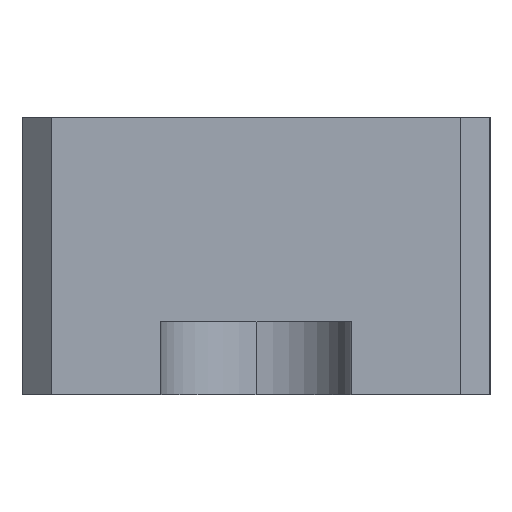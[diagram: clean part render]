
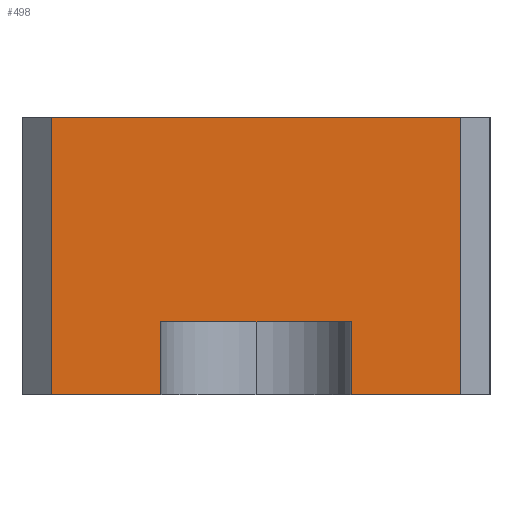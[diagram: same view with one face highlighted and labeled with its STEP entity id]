
A CAD part, left-side view. The second image highlights one B-rep face of the part: STEP entity #498.
In plain terms, the highlighted planar face has unit normal (-1, 0, 0).
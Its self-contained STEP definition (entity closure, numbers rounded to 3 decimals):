
#28 = VERTEX_POINT ( 'NONE', #441 ) ;
#35 = CARTESIAN_POINT ( 'NONE',  ( -80., -14., 0. ) ) ;
#51 = CARTESIAN_POINT ( 'NONE',  ( -80., -14., 19. ) ) ;
#52 = VERTEX_POINT ( 'NONE', #335 ) ;
#55 = CARTESIAN_POINT ( 'NONE',  ( -80., -14., 0. ) ) ;
#79 = DIRECTION ( 'NONE',  ( 0., -1., 0. ) ) ;
#112 = CARTESIAN_POINT ( 'NONE',  ( -80., 14., 19. ) ) ;
#114 = EDGE_LOOP ( 'NONE', ( #538, #243, #488, #463, #434, #125, #592, #437 ) ) ;
#117 = EDGE_CURVE ( 'NONE', #149, #399, #606, .T. ) ;
#118 = VECTOR ( 'NONE', #628, 1000. ) ;
#125 = ORIENTED_EDGE ( 'NONE', *, *, #639, .T. ) ;
#134 = CARTESIAN_POINT ( 'NONE',  ( -80., -6.5, 19. ) ) ;
#143 = DIRECTION ( 'NONE',  ( 0., 1., 0. ) ) ;
#149 = VERTEX_POINT ( 'NONE', #358 ) ;
#191 = CARTESIAN_POINT ( 'NONE',  ( -80., -6.5, 5. ) ) ;
#193 = CARTESIAN_POINT ( 'NONE',  ( -80., -14., 5. ) ) ;
#196 = LINE ( 'NONE', #619, #484 ) ;
#199 = CARTESIAN_POINT ( 'NONE',  ( -80., 14., 19. ) ) ;
#205 = CARTESIAN_POINT ( 'NONE',  ( -80., -14., 19. ) ) ;
#231 = LINE ( 'NONE', #134, #635 ) ;
#243 = ORIENTED_EDGE ( 'NONE', *, *, #370, .T. ) ;
#250 = EDGE_CURVE ( 'NONE', #696, #294, #653, .T. ) ;
#258 = DIRECTION ( 'NONE',  ( 0., 0., -1. ) ) ;
#263 = EDGE_CURVE ( 'NONE', #376, #52, #469, .T. ) ;
#276 = DIRECTION ( 'NONE',  ( 0., 1., 0. ) ) ;
#282 = DIRECTION ( 'NONE',  ( 0., 0., -1. ) ) ;
#294 = VERTEX_POINT ( 'NONE', #199 ) ;
#311 = LINE ( 'NONE', #519, #118 ) ;
#319 = AXIS2_PLACEMENT_3D ( 'NONE', #51, #418, #282 ) ;
#325 = CARTESIAN_POINT ( 'NONE',  ( -80., -14., 19. ) ) ;
#335 = CARTESIAN_POINT ( 'NONE',  ( -80., 14., 0. ) ) ;
#358 = CARTESIAN_POINT ( 'NONE',  ( -80., 6.5, 5. ) ) ;
#370 = EDGE_CURVE ( 'NONE', #399, #28, #231, .T. ) ;
#373 = EDGE_CURVE ( 'NONE', #149, #376, #311, .T. ) ;
#376 = VERTEX_POINT ( 'NONE', #457 ) ;
#389 = EDGE_CURVE ( 'NONE', #696, #627, #196, .T. ) ;
#399 = VERTEX_POINT ( 'NONE', #191 ) ;
#416 = DIRECTION ( 'NONE',  ( 0., 0., -1. ) ) ;
#418 = DIRECTION ( 'NONE',  ( -1., 0., 0. ) ) ;
#422 = FACE_OUTER_BOUND ( 'NONE', #114, .T. ) ;
#434 = ORIENTED_EDGE ( 'NONE', *, *, #250, .T. ) ;
#437 = ORIENTED_EDGE ( 'NONE', *, *, #373, .F. ) ;
#441 = CARTESIAN_POINT ( 'NONE',  ( -80., -6.5, 0. ) ) ;
#448 = VECTOR ( 'NONE', #276, 1000. ) ;
#457 = CARTESIAN_POINT ( 'NONE',  ( -80., 6.5, 0. ) ) ;
#463 = ORIENTED_EDGE ( 'NONE', *, *, #389, .F. ) ;
#469 = LINE ( 'NONE', #55, #448 ) ;
#472 = PLANE ( 'NONE',  #319 ) ;
#480 = CARTESIAN_POINT ( 'NONE',  ( -80., -14., 0. ) ) ;
#484 = VECTOR ( 'NONE', #258, 1000. ) ;
#488 = ORIENTED_EDGE ( 'NONE', *, *, #581, .F. ) ;
#498 = ADVANCED_FACE ( 'NONE', ( #422 ), #472, .T. ) ;
#503 = VECTOR ( 'NONE', #143, 1000. ) ;
#519 = CARTESIAN_POINT ( 'NONE',  ( -80., 6.5, 19. ) ) ;
#535 = DIRECTION ( 'NONE',  ( 0., 1., 0. ) ) ;
#538 = ORIENTED_EDGE ( 'NONE', *, *, #117, .T. ) ;
#565 = LINE ( 'NONE', #35, #503 ) ;
#581 = EDGE_CURVE ( 'NONE', #627, #28, #565, .T. ) ;
#590 = LINE ( 'NONE', #112, #613 ) ;
#592 = ORIENTED_EDGE ( 'NONE', *, *, #263, .F. ) ;
#606 = LINE ( 'NONE', #193, #673 ) ;
#613 = VECTOR ( 'NONE', #416, 1000. ) ;
#619 = CARTESIAN_POINT ( 'NONE',  ( -80., -14., 19. ) ) ;
#623 = VECTOR ( 'NONE', #535, 1000. ) ;
#627 = VERTEX_POINT ( 'NONE', #480 ) ;
#628 = DIRECTION ( 'NONE',  ( 0., 0., -1. ) ) ;
#634 = DIRECTION ( 'NONE',  ( 0., 0., -1. ) ) ;
#635 = VECTOR ( 'NONE', #634, 1000. ) ;
#639 = EDGE_CURVE ( 'NONE', #294, #52, #590, .T. ) ;
#653 = LINE ( 'NONE', #325, #623 ) ;
#673 = VECTOR ( 'NONE', #79, 1000. ) ;
#696 = VERTEX_POINT ( 'NONE', #205 ) ;
